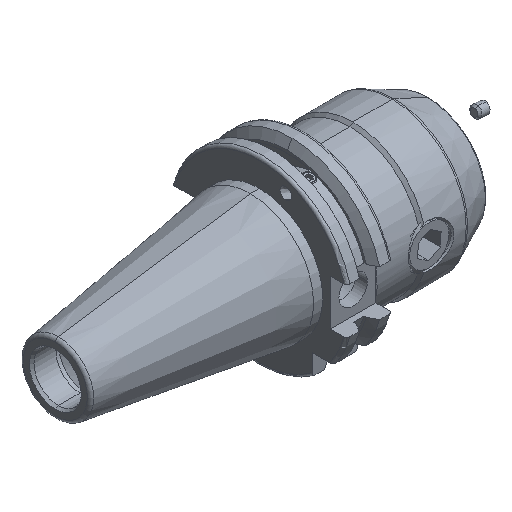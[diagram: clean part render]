
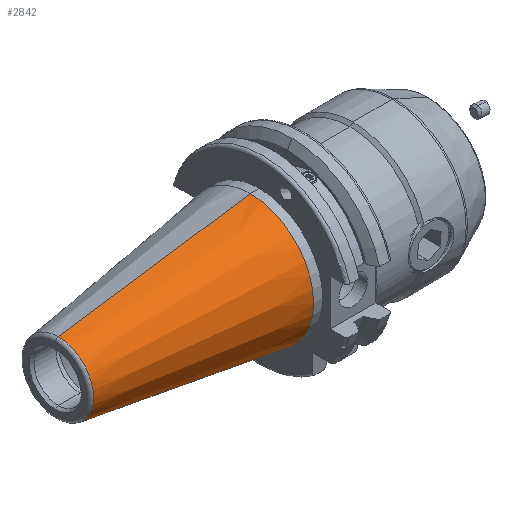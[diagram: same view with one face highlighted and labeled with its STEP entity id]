
A CAD part, isometric view. The second image highlights one B-rep face of the part: STEP entity #2842.
In plain terms, the highlighted conical face has half-angle 8.297 degrees and reference radius 22.225 mm.
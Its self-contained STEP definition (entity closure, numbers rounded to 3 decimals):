
#662 = DIRECTION ( 'NONE',  ( -1., 0., 0. ) ) ;
#663 = CARTESIAN_POINT ( 'NONE',  ( 0., 0., 0. ) ) ;
#664 = AXIS2_PLACEMENT_3D ( 'NONE', #663, #662, #707 ) ;
#665 = CIRCLE ( 'NONE', #664, 22.225 ) ;
#694 = DIRECTION ( 'NONE',  ( 0., 0., 1. ) ) ;
#695 = DIRECTION ( 'NONE',  ( 1., 0., 0. ) ) ;
#702 = CARTESIAN_POINT ( 'NONE',  ( 0., 0., 0. ) ) ;
#703 = AXIS2_PLACEMENT_3D ( 'NONE', #702, #695, #694 ) ;
#704 = CONICAL_SURFACE ( 'NONE', #703, 22.225, 0.145 ) ;
#705 = FACE_OUTER_BOUND ( 'NONE', #2806, .T. ) ;
#706 = CARTESIAN_POINT ( 'NONE',  ( 0., 0., 22.225 ) ) ;
#707 = DIRECTION ( 'NONE',  ( 0., 0., -1. ) ) ;
#781 = DIRECTION ( 'NONE',  ( 0.99, 0., 0.144 ) ) ;
#905 = VECTOR ( 'NONE', #781, 1000. ) ;
#906 = CARTESIAN_POINT ( 'NONE',  ( 0., 0., 22.225 ) ) ;
#907 = LINE ( 'NONE', #906, #905 ) ;
#908 = VECTOR ( 'NONE', #916, 1000. ) ;
#909 = CARTESIAN_POINT ( 'NONE',  ( -67.373, 0., 12.4 ) ) ;
#910 = CARTESIAN_POINT ( 'NONE',  ( 0., 0., -22.225 ) ) ;
#916 = DIRECTION ( 'NONE',  ( 0.99, 0., -0.144 ) ) ;
#920 = AXIS2_PLACEMENT_3D ( 'NONE', #932, #925, #926 ) ;
#921 = CARTESIAN_POINT ( 'NONE',  ( 0., 0., -22.225 ) ) ;
#922 = LINE ( 'NONE', #921, #908 ) ;
#925 = DIRECTION ( 'NONE',  ( -1., 0., 0. ) ) ;
#926 = DIRECTION ( 'NONE',  ( 0., 0., -1. ) ) ;
#932 = CARTESIAN_POINT ( 'NONE',  ( -67.373, 0., 0. ) ) ;
#933 = CIRCLE ( 'NONE', #920, 12.4 ) ;
#1289 = CARTESIAN_POINT ( 'NONE',  ( -67.373, 0., -12.4 ) ) ;
#2793 = ORIENTED_EDGE ( 'NONE', *, *, #2936, .F. ) ;
#2794 = VERTEX_POINT ( 'NONE', #1289 ) ;
#2806 = EDGE_LOOP ( 'NONE', ( #2826, #2819, #2824, #2793 ) ) ;
#2819 = ORIENTED_EDGE ( 'NONE', *, *, #2945, .T. ) ;
#2824 = ORIENTED_EDGE ( 'NONE', *, *, #2840, .T. ) ;
#2826 = ORIENTED_EDGE ( 'NONE', *, *, #2938, .F. ) ;
#2840 = EDGE_CURVE ( 'NONE', #2931, #2841, #665, .T. ) ;
#2841 = VERTEX_POINT ( 'NONE', #706 ) ;
#2842 = ADVANCED_FACE ( 'NONE', ( #705 ), #704, .T. ) ;
#2931 = VERTEX_POINT ( 'NONE', #910 ) ;
#2932 = VERTEX_POINT ( 'NONE', #909 ) ;
#2936 = EDGE_CURVE ( 'NONE', #2932, #2841, #907, .T. ) ;
#2938 = EDGE_CURVE ( 'NONE', #2794, #2932, #933, .T. ) ;
#2945 = EDGE_CURVE ( 'NONE', #2794, #2931, #922, .T. ) ;
